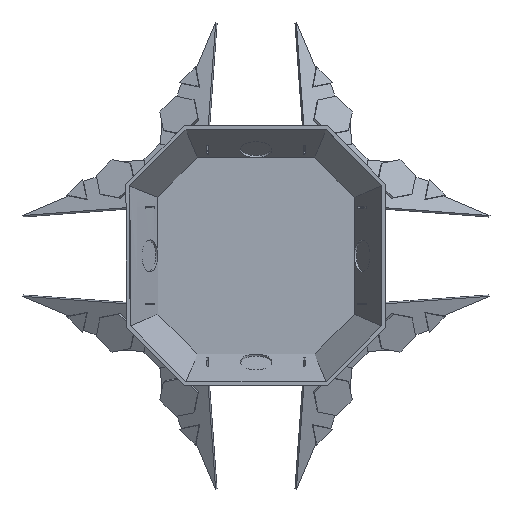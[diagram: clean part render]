
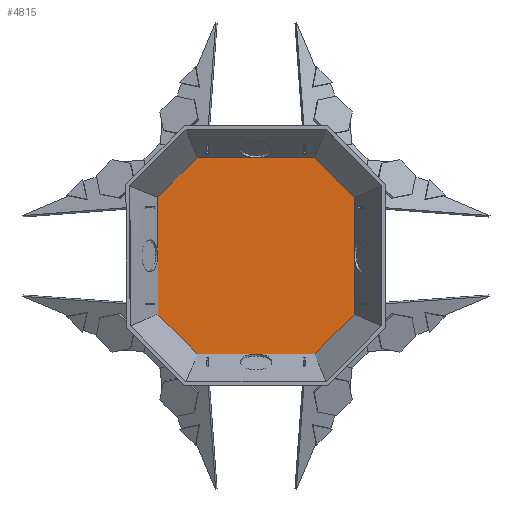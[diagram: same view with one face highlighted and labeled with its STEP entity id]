
A CAD part, top view. The second image highlights one B-rep face of the part: STEP entity #4815.
In plain terms, the highlighted planar face has unit normal (0, 0, 1).
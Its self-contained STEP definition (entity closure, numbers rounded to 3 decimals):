
#75=ELLIPSE('',#5092,4.,2.);
#76=ELLIPSE('',#5093,4.,2.);
#99=B_SPLINE_CURVE_WITH_KNOTS('',3,(#6819,#6820,#6821,#6822,#6823,#6824,
#6825,#6826,#6827,#6828,#6829,#6830,#6831,#6832,#6833,#6834,#6835,#6836,
#6837,#6838,#6839,#6840,#6841,#6842),.UNSPECIFIED.,.F.,.F.,(4,2,2,2,2,2,
2,2,2,2,2,4),(-0.409,-0.408,-0.406,
-0.402,-0.4,-0.394,-0.39,
-0.386,-0.376,-0.359,-0.352,
-0.35),.UNSPECIFIED.);
#100=B_SPLINE_CURVE_WITH_KNOTS('',3,(#6863,#6864,#6865,#6866,#6867,#6868,
#6869,#6870,#6871,#6872,#6873,#6874,#6875,#6876,#6877,#6878,#6879,#6880,
#6881,#6882,#6883,#6884,#6885,#6886,#6887,#6888,#6889,#6890,#6891,#6892),
 .UNSPECIFIED.,.F.,.F.,(4,2,2,2,2,2,2,2,2,2,2,2,2,2,4),(-0.349,
-0.331,-0.251,-0.217,-0.186,
-0.172,-0.155,-0.144,-0.137,
-0.117,-0.109,-0.099,-0.086,
-0.063,0.),.UNSPECIFIED.);
#131=FACE_OUTER_BOUND('',#395,.T.);
#395=EDGE_LOOP('',(#3217,#3218,#3219,#3220,#3221,#3222,#3223,#3224,#3225,
#3226,#3227,#3228,#3229,#3230,#3231));
#705=LINE('',#6815,#1359);
#706=LINE('',#6844,#1360);
#707=LINE('',#6846,#1361);
#708=LINE('',#6848,#1362);
#709=LINE('',#6850,#1363);
#710=LINE('',#6852,#1364);
#711=LINE('',#6854,#1365);
#712=LINE('',#6856,#1366);
#713=LINE('',#6858,#1367);
#714=LINE('',#6860,#1368);
#715=LINE('',#6862,#1369);
#1359=VECTOR('',#5473,10.);
#1360=VECTOR('',#5476,10.);
#1361=VECTOR('',#5477,10.);
#1362=VECTOR('',#5478,10.);
#1363=VECTOR('',#5479,10.);
#1364=VECTOR('',#5480,10.);
#1365=VECTOR('',#5481,10.);
#1366=VECTOR('',#5482,10.);
#1367=VECTOR('',#5483,10.);
#1368=VECTOR('',#5484,10.);
#1369=VECTOR('',#5485,10.);
#1997=VERTEX_POINT('',#6811);
#1998=VERTEX_POINT('',#6812);
#1999=VERTEX_POINT('',#6814);
#2000=VERTEX_POINT('',#6816);
#2001=VERTEX_POINT('',#6818);
#2002=VERTEX_POINT('',#6843);
#2003=VERTEX_POINT('',#6845);
#2004=VERTEX_POINT('',#6847);
#2005=VERTEX_POINT('',#6849);
#2006=VERTEX_POINT('',#6851);
#2007=VERTEX_POINT('',#6853);
#2008=VERTEX_POINT('',#6855);
#2009=VERTEX_POINT('',#6857);
#2010=VERTEX_POINT('',#6859);
#2011=VERTEX_POINT('',#6861);
#2467=EDGE_CURVE('',#1997,#1998,#75,.T.);
#2468=EDGE_CURVE('',#1997,#1999,#705,.T.);
#2469=EDGE_CURVE('',#2000,#1999,#76,.T.);
#2470=EDGE_CURVE('',#2000,#2001,#99,.F.);
#2471=EDGE_CURVE('',#2001,#2002,#706,.T.);
#2472=EDGE_CURVE('',#2002,#2003,#707,.T.);
#2473=EDGE_CURVE('',#2003,#2004,#708,.T.);
#2474=EDGE_CURVE('',#2004,#2005,#709,.T.);
#2475=EDGE_CURVE('',#2005,#2006,#710,.T.);
#2476=EDGE_CURVE('',#2006,#2007,#711,.T.);
#2477=EDGE_CURVE('',#2007,#2008,#712,.T.);
#2478=EDGE_CURVE('',#2008,#2009,#713,.T.);
#2479=EDGE_CURVE('',#2009,#2010,#714,.T.);
#2480=EDGE_CURVE('',#2010,#2011,#715,.T.);
#2481=EDGE_CURVE('',#2011,#1998,#100,.F.);
#3217=ORIENTED_EDGE('',*,*,#2467,.F.);
#3218=ORIENTED_EDGE('',*,*,#2468,.T.);
#3219=ORIENTED_EDGE('',*,*,#2469,.F.);
#3220=ORIENTED_EDGE('',*,*,#2470,.T.);
#3221=ORIENTED_EDGE('',*,*,#2471,.T.);
#3222=ORIENTED_EDGE('',*,*,#2472,.T.);
#3223=ORIENTED_EDGE('',*,*,#2473,.T.);
#3224=ORIENTED_EDGE('',*,*,#2474,.T.);
#3225=ORIENTED_EDGE('',*,*,#2475,.T.);
#3226=ORIENTED_EDGE('',*,*,#2476,.T.);
#3227=ORIENTED_EDGE('',*,*,#2477,.T.);
#3228=ORIENTED_EDGE('',*,*,#2478,.T.);
#3229=ORIENTED_EDGE('',*,*,#2479,.T.);
#3230=ORIENTED_EDGE('',*,*,#2480,.T.);
#3231=ORIENTED_EDGE('',*,*,#2481,.T.);
#4573=PLANE('',#5091);
#4815=ADVANCED_FACE('',(#131),#4573,.T.);
#5091=AXIS2_PLACEMENT_3D('',#6810,#5469,#5470);
#5092=AXIS2_PLACEMENT_3D('',#6813,#5471,#5472);
#5093=AXIS2_PLACEMENT_3D('',#6817,#5474,#5475);
#5469=DIRECTION('center_axis',(0.,0.,1.));
#5470=DIRECTION('ref_axis',(1.,0.,0.));
#5471=DIRECTION('center_axis',(0.,0.,-1.));
#5472=DIRECTION('ref_axis',(1.,0.,0.));
#5473=DIRECTION('',(0.003,-1.,0.));
#5474=DIRECTION('center_axis',(0.,0.,-1.));
#5475=DIRECTION('ref_axis',(1.,0.,0.));
#5476=DIRECTION('',(0.707,-0.707,0.));
#5477=DIRECTION('',(1.,0.,0.));
#5478=DIRECTION('',(1.,0.,0.));
#5479=DIRECTION('',(0.707,0.707,0.));
#5480=DIRECTION('',(0.,1.,0.));
#5481=DIRECTION('',(0.,1.,0.));
#5482=DIRECTION('',(-0.707,0.707,0.));
#5483=DIRECTION('',(-1.,0.,0.));
#5484=DIRECTION('',(-1.,0.,0.));
#5485=DIRECTION('',(-0.71,-0.704,0.));
#6810=CARTESIAN_POINT('Origin',(-0.019,0.,
0.45));
#6811=CARTESIAN_POINT('',(-12.325,0.216,0.45));
#6812=CARTESIAN_POINT('',(-12.303,0.054,0.45));
#6813=CARTESIAN_POINT('Origin',(-16.302,0.,
0.45));
#6814=CARTESIAN_POINT('',(-12.324,-0.21,0.45));
#6815=CARTESIAN_POINT('',(-12.345,7.348,0.45));
#6816=CARTESIAN_POINT('',(-12.303,-0.054,0.45));
#6817=CARTESIAN_POINT('Origin',(-16.302,0.,
0.45));
#6818=CARTESIAN_POINT('',(-12.304,-7.343,0.45));
#6819=CARTESIAN_POINT('Ctrl Pts',(-12.304,-7.343,0.45));
#6820=CARTESIAN_POINT('Ctrl Pts',(-12.304,-7.216,0.45));
#6821=CARTESIAN_POINT('Ctrl Pts',(-12.304,-7.089,0.45));
#6822=CARTESIAN_POINT('Ctrl Pts',(-12.303,-6.733,0.45));
#6823=CARTESIAN_POINT('Ctrl Pts',(-12.303,-6.649,0.45));
#6824=CARTESIAN_POINT('Ctrl Pts',(-12.303,-6.461,0.45));
#6825=CARTESIAN_POINT('Ctrl Pts',(-12.303,-6.416,0.45));
#6826=CARTESIAN_POINT('Ctrl Pts',(-12.303,-6.272,0.45));
#6827=CARTESIAN_POINT('Ctrl Pts',(-12.303,-6.227,0.45));
#6828=CARTESIAN_POINT('Ctrl Pts',(-12.303,-6.052,0.45));
#6829=CARTESIAN_POINT('Ctrl Pts',(-12.303,-5.923,0.45));
#6830=CARTESIAN_POINT('Ctrl Pts',(-12.303,-5.72,0.45));
#6831=CARTESIAN_POINT('Ctrl Pts',(-12.303,-5.646,0.45));
#6832=CARTESIAN_POINT('Ctrl Pts',(-12.303,-5.487,0.45));
#6833=CARTESIAN_POINT('Ctrl Pts',(-12.303,-5.468,0.45));
#6834=CARTESIAN_POINT('Ctrl Pts',(-12.303,-4.942,0.45));
#6835=CARTESIAN_POINT('Ctrl Pts',(-12.303,-4.796,0.45));
#6836=CARTESIAN_POINT('Ctrl Pts',(-12.303,-4.404,0.45));
#6837=CARTESIAN_POINT('Ctrl Pts',(-12.303,-4.328,0.45));
#6838=CARTESIAN_POINT('Ctrl Pts',(-12.303,-3.471,0.45));
#6839=CARTESIAN_POINT('Ctrl Pts',(-12.303,-0.389,
0.45));
#6840=CARTESIAN_POINT('Ctrl Pts',(-12.303,-0.117,
0.45));
#6841=CARTESIAN_POINT('Ctrl Pts',(-12.303,-0.086,
0.45));
#6842=CARTESIAN_POINT('Ctrl Pts',(-12.303,-0.054,
0.45));
#6843=CARTESIAN_POINT('',(-7.344,-12.303,0.45));
#6844=CARTESIAN_POINT('',(-8.584,-11.063,0.45));
#6845=CARTESIAN_POINT('',(-0.001,-12.303,0.45));
#6846=CARTESIAN_POINT('',(3.67,-12.303,0.45));
#6847=CARTESIAN_POINT('',(7.342,-12.303,0.45));
#6848=CARTESIAN_POINT('',(3.67,-12.303,0.45));
#6849=CARTESIAN_POINT('',(12.302,-7.343,0.45));
#6850=CARTESIAN_POINT('',(11.062,-8.583,0.45));
#6851=CARTESIAN_POINT('',(12.302,0.,0.45));
#6852=CARTESIAN_POINT('',(12.302,3.671,0.45));
#6853=CARTESIAN_POINT('',(12.302,7.343,0.45));
#6854=CARTESIAN_POINT('',(12.302,3.671,0.45));
#6855=CARTESIAN_POINT('',(7.342,12.303,0.45));
#6856=CARTESIAN_POINT('',(8.582,11.063,0.45));
#6857=CARTESIAN_POINT('',(0.,12.303,0.45));
#6858=CARTESIAN_POINT('',(-3.673,12.303,0.45));
#6859=CARTESIAN_POINT('',(-7.345,12.303,0.45));
#6860=CARTESIAN_POINT('',(-3.673,12.303,0.45));
#6861=CARTESIAN_POINT('',(-12.345,7.348,0.45));
#6862=CARTESIAN_POINT('',(-11.068,8.614,0.45));
#6863=CARTESIAN_POINT('Ctrl Pts',(-12.303,0.054,
0.45));
#6864=CARTESIAN_POINT('Ctrl Pts',(-12.303,0.611,0.45));
#6865=CARTESIAN_POINT('Ctrl Pts',(-12.303,1.168,0.45));
#6866=CARTESIAN_POINT('Ctrl Pts',(-12.304,4.172,0.45));
#6867=CARTESIAN_POINT('Ctrl Pts',(-12.304,4.217,0.45));
#6868=CARTESIAN_POINT('Ctrl Pts',(-12.303,4.669,0.449));
#6869=CARTESIAN_POINT('Ctrl Pts',(-12.303,4.759,0.448));
#6870=CARTESIAN_POINT('Ctrl Pts',(-12.303,5.038,0.443));
#6871=CARTESIAN_POINT('Ctrl Pts',(-12.304,5.166,0.441));
#6872=CARTESIAN_POINT('Ctrl Pts',(-12.304,5.363,0.441));
#6873=CARTESIAN_POINT('Ctrl Pts',(-12.304,5.423,0.441));
#6874=CARTESIAN_POINT('Ctrl Pts',(-12.304,5.559,0.443));
#6875=CARTESIAN_POINT('Ctrl Pts',(-12.304,5.6,0.443));
#6876=CARTESIAN_POINT('Ctrl Pts',(-12.304,5.782,0.448));
#6877=CARTESIAN_POINT('Ctrl Pts',(-12.304,5.85,0.449));
#6878=CARTESIAN_POINT('Ctrl Pts',(-12.304,5.973,0.45));
#6879=CARTESIAN_POINT('Ctrl Pts',(-12.303,6.011,0.45));
#6880=CARTESIAN_POINT('Ctrl Pts',(-12.304,6.162,0.45));
#6881=CARTESIAN_POINT('Ctrl Pts',(-12.307,6.21,0.451));
#6882=CARTESIAN_POINT('Ctrl Pts',(-12.31,6.307,0.451));
#6883=CARTESIAN_POINT('Ctrl Pts',(-12.311,6.334,0.451));
#6884=CARTESIAN_POINT('Ctrl Pts',(-12.314,6.396,0.451));
#6885=CARTESIAN_POINT('Ctrl Pts',(-12.315,6.428,0.45));
#6886=CARTESIAN_POINT('Ctrl Pts',(-12.317,6.496,0.449));
#6887=CARTESIAN_POINT('Ctrl Pts',(-12.318,6.518,0.449));
#6888=CARTESIAN_POINT('Ctrl Pts',(-12.32,6.605,0.449));
#6889=CARTESIAN_POINT('Ctrl Pts',(-12.322,6.642,0.449));
#6890=CARTESIAN_POINT('Ctrl Pts',(-12.332,6.928,0.451));
#6891=CARTESIAN_POINT('Ctrl Pts',(-12.338,7.138,0.45));
#6892=CARTESIAN_POINT('Ctrl Pts',(-12.345,7.348,0.45));
